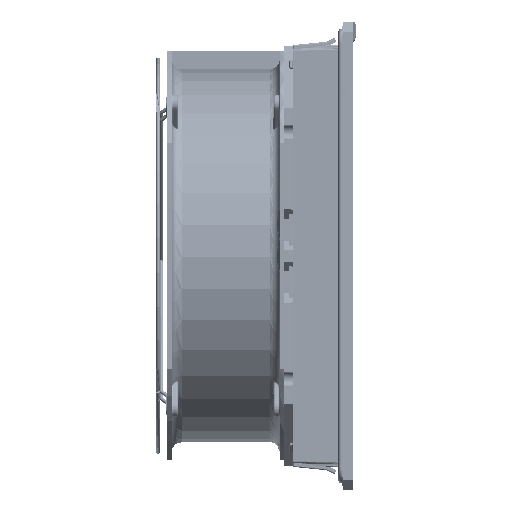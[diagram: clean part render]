
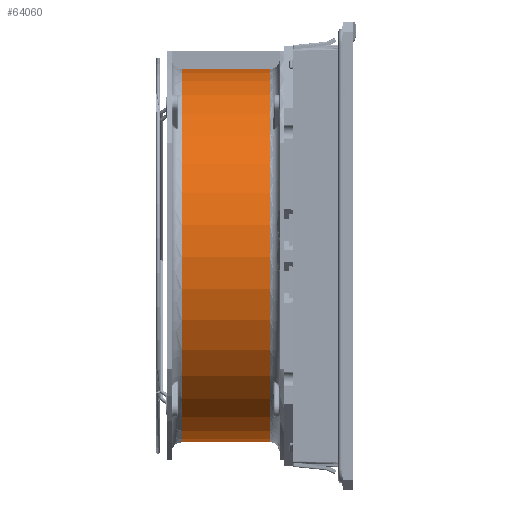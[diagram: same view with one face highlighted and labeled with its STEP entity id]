
A CAD part, left-side view. The second image highlights one B-rep face of the part: STEP entity #64060.
In plain terms, the highlighted cylindrical face has radius 127.6 mm (diameter 255.2 mm), a partial arc.
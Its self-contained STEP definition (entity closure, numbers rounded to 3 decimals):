
#2331=CYLINDRICAL_SURFACE('',#71215,127.6);
#6013=CIRCLE('',#71149,127.6);
#6037=CIRCLE('',#71186,127.6);
#6059=CIRCLE('',#71216,127.6);
#6060=CIRCLE('',#71217,127.6);
#6061=CIRCLE('',#71218,127.6);
#6062=CIRCLE('',#71219,127.6);
#6063=CIRCLE('',#71220,127.6);
#6064=CIRCLE('',#71221,127.6);
#7263=FACE_BOUND('',#17903,.T.);
#13063=FACE_OUTER_BOUND('',#17902,.T.);
#17902=EDGE_LOOP('',(#54569,#54570,#54571,#54572,#54573,#54574,#54575,#54576,
#54577,#54578,#54579,#54580));
#17903=EDGE_LOOP('',(#54581,#54582,#54583,#54584));
#21003=LINE('',#163667,#24092);
#21004=LINE('',#163669,#24093);
#21005=LINE('',#163673,#24094);
#21006=LINE('',#163677,#24095);
#21007=LINE('',#163681,#24096);
#21008=LINE('',#163684,#24097);
#21009=LINE('',#163687,#24098);
#21010=LINE('',#163691,#24099);
#24092=VECTOR('',#88060,1000.);
#24093=VECTOR('',#88061,1000.);
#24094=VECTOR('',#88064,1000.);
#24095=VECTOR('',#88067,1000.);
#24096=VECTOR('',#88070,1000.);
#24097=VECTOR('',#88073,1000.);
#24098=VECTOR('',#88074,1000.);
#24099=VECTOR('',#88077,1000.);
#29628=VERTEX_POINT('',#162144);
#29629=VERTEX_POINT('',#162146);
#29667=VERTEX_POINT('',#162836);
#29668=VERTEX_POINT('',#162837);
#29712=VERTEX_POINT('',#163668);
#29713=VERTEX_POINT('',#163670);
#29714=VERTEX_POINT('',#163672);
#29715=VERTEX_POINT('',#163674);
#29716=VERTEX_POINT('',#163676);
#29717=VERTEX_POINT('',#163678);
#29718=VERTEX_POINT('',#163680);
#29719=VERTEX_POINT('',#163682);
#29720=VERTEX_POINT('',#163685);
#29721=VERTEX_POINT('',#163686);
#29722=VERTEX_POINT('',#163688);
#29723=VERTEX_POINT('',#163690);
#37992=EDGE_CURVE('',#29629,#29628,#6013,.T.);
#38044=EDGE_CURVE('',#29667,#29668,#6037,.T.);
#38094=EDGE_CURVE('',#29667,#29628,#21003,.T.);
#38095=EDGE_CURVE('',#29668,#29712,#21004,.T.);
#38096=EDGE_CURVE('',#29713,#29712,#6059,.T.);
#38097=EDGE_CURVE('',#29713,#29714,#21005,.T.);
#38098=EDGE_CURVE('',#29715,#29714,#6060,.T.);
#38099=EDGE_CURVE('',#29715,#29716,#21006,.T.);
#38100=EDGE_CURVE('',#29717,#29716,#6061,.T.);
#38101=EDGE_CURVE('',#29717,#29718,#21007,.T.);
#38102=EDGE_CURVE('',#29719,#29718,#6062,.T.);
#38103=EDGE_CURVE('',#29719,#29629,#21008,.T.);
#38104=EDGE_CURVE('',#29720,#29721,#21009,.T.);
#38105=EDGE_CURVE('',#29722,#29720,#6063,.T.);
#38106=EDGE_CURVE('',#29723,#29722,#21010,.T.);
#38107=EDGE_CURVE('',#29721,#29723,#6064,.T.);
#54569=ORIENTED_EDGE('',*,*,#37992,.T.);
#54570=ORIENTED_EDGE('',*,*,#38094,.F.);
#54571=ORIENTED_EDGE('',*,*,#38044,.T.);
#54572=ORIENTED_EDGE('',*,*,#38095,.T.);
#54573=ORIENTED_EDGE('',*,*,#38096,.F.);
#54574=ORIENTED_EDGE('',*,*,#38097,.T.);
#54575=ORIENTED_EDGE('',*,*,#38098,.F.);
#54576=ORIENTED_EDGE('',*,*,#38099,.T.);
#54577=ORIENTED_EDGE('',*,*,#38100,.F.);
#54578=ORIENTED_EDGE('',*,*,#38101,.T.);
#54579=ORIENTED_EDGE('',*,*,#38102,.F.);
#54580=ORIENTED_EDGE('',*,*,#38103,.T.);
#54581=ORIENTED_EDGE('',*,*,#38104,.F.);
#54582=ORIENTED_EDGE('',*,*,#38105,.F.);
#54583=ORIENTED_EDGE('',*,*,#38106,.F.);
#54584=ORIENTED_EDGE('',*,*,#38107,.F.);
#64060=ADVANCED_FACE('',(#13063,#7263),#2331,.T.);
#71149=AXIS2_PLACEMENT_3D('',#162147,#87907,#87908);
#71186=AXIS2_PLACEMENT_3D('',#162838,#87994,#87995);
#71215=AXIS2_PLACEMENT_3D('',#163666,#88058,#88059);
#71216=AXIS2_PLACEMENT_3D('',#163671,#88062,#88063);
#71217=AXIS2_PLACEMENT_3D('',#163675,#88065,#88066);
#71218=AXIS2_PLACEMENT_3D('',#163679,#88068,#88069);
#71219=AXIS2_PLACEMENT_3D('',#163683,#88071,#88072);
#71220=AXIS2_PLACEMENT_3D('',#163689,#88075,#88076);
#71221=AXIS2_PLACEMENT_3D('',#163692,#88078,#88079);
#87907=DIRECTION('center_axis',(0.,1.,0.));
#87908=DIRECTION('ref_axis',(0.707,0.,-0.707));
#87994=DIRECTION('center_axis',(0.,-1.,0.));
#87995=DIRECTION('ref_axis',(0.707,0.,-0.707));
#88058=DIRECTION('center_axis',(0.,1.,0.));
#88059=DIRECTION('ref_axis',(0.,0.,
-1.));
#88060=DIRECTION('',(0.,-1.,0.));
#88061=DIRECTION('',(0.,-1.,0.));
#88062=DIRECTION('center_axis',(0.,-1.,0.));
#88063=DIRECTION('ref_axis',(0.707,0.,-0.707));
#88064=DIRECTION('',(0.,-1.,0.));
#88065=DIRECTION('center_axis',(0.,1.,0.));
#88066=DIRECTION('ref_axis',(-0.707,0.,0.707));
#88067=DIRECTION('',(0.,-1.,0.));
#88068=DIRECTION('center_axis',(0.,-1.,0.));
#88069=DIRECTION('ref_axis',(0.707,0.,-0.707));
#88070=DIRECTION('',(0.,-1.,0.));
#88071=DIRECTION('center_axis',(0.,1.,0.));
#88072=DIRECTION('ref_axis',(-0.707,0.,0.707));
#88073=DIRECTION('',(0.,-1.,0.));
#88074=DIRECTION('',(0.,1.,0.));
#88075=DIRECTION('center_axis',(0.,1.,0.));
#88076=DIRECTION('ref_axis',(0.707,0.,-0.707));
#88077=DIRECTION('',(0.,-1.,0.));
#88078=DIRECTION('center_axis',(0.,-1.,0.));
#88079=DIRECTION('ref_axis',(-0.707,0.,0.707));
#162144=CARTESIAN_POINT('',(-384.489,245.896,271.019));
#162146=CARTESIAN_POINT('',(-381.489,245.896,271.019));
#162147=CARTESIAN_POINT('Origin',(-382.989,245.896,143.428));
#162836=CARTESIAN_POINT('',(-384.489,305.896,271.019));
#162837=CARTESIAN_POINT('',(-381.489,305.896,271.019));
#162838=CARTESIAN_POINT('Origin',(-382.989,305.896,143.428));
#163666=CARTESIAN_POINT('Origin',(-382.989,-122.011,143.428));
#163667=CARTESIAN_POINT('',(-384.489,-122.011,271.019));
#163668=CARTESIAN_POINT('',(-381.489,295.896,271.019));
#163669=CARTESIAN_POINT('',(-381.489,-122.011,271.019));
#163670=CARTESIAN_POINT('',(-373.489,295.896,270.674));
#163671=CARTESIAN_POINT('Origin',(-382.989,295.896,143.428));
#163672=CARTESIAN_POINT('',(-373.489,280.896,270.674));
#163673=CARTESIAN_POINT('',(-373.489,-122.011,270.674));
#163674=CARTESIAN_POINT('',(-381.489,280.896,271.019));
#163675=CARTESIAN_POINT('Origin',(-382.989,280.896,143.428));
#163676=CARTESIAN_POINT('',(-381.489,270.896,271.019));
#163677=CARTESIAN_POINT('',(-381.489,-122.011,271.019));
#163678=CARTESIAN_POINT('',(-373.489,270.896,270.674));
#163679=CARTESIAN_POINT('Origin',(-382.989,270.896,143.428));
#163680=CARTESIAN_POINT('',(-373.489,255.896,270.674));
#163681=CARTESIAN_POINT('',(-373.489,-122.011,270.674));
#163682=CARTESIAN_POINT('',(-381.489,255.896,271.019));
#163683=CARTESIAN_POINT('Origin',(-382.989,255.896,143.428));
#163684=CARTESIAN_POINT('',(-381.489,-122.011,271.019));
#163685=CARTESIAN_POINT('',(-265.872,251.896,194.077));
#163686=CARTESIAN_POINT('',(-265.872,302.896,194.077));
#163687=CARTESIAN_POINT('',(-265.872,-122.011,194.077));
#163688=CARTESIAN_POINT('',(-276.834,251.896,214.229));
#163689=CARTESIAN_POINT('Origin',(-382.989,251.896,143.428));
#163690=CARTESIAN_POINT('',(-276.834,302.896,214.229));
#163691=CARTESIAN_POINT('',(-276.834,-122.011,214.229));
#163692=CARTESIAN_POINT('Origin',(-382.989,302.896,143.428));
